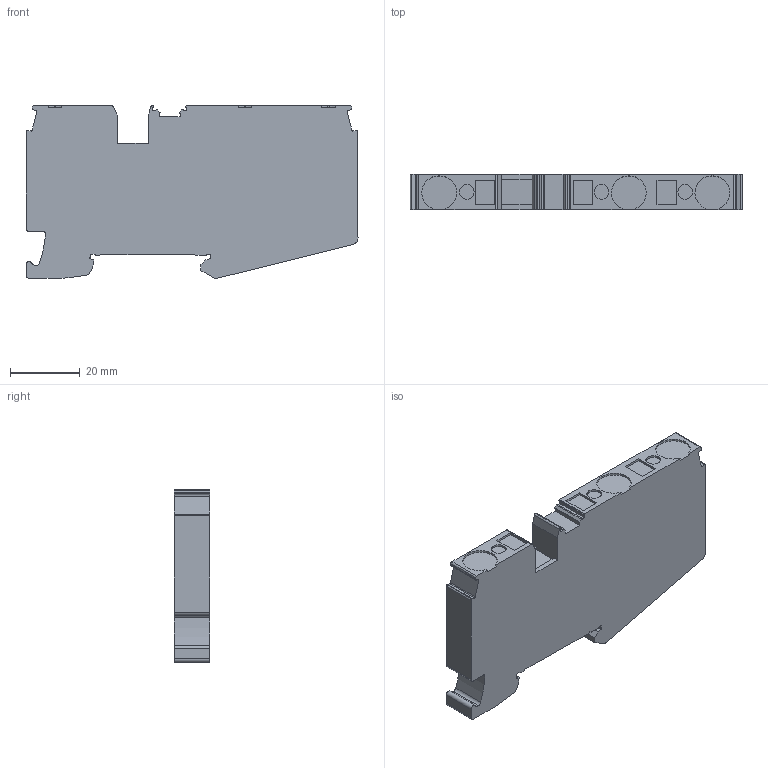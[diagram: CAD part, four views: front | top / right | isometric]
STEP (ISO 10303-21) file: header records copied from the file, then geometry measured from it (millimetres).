
FILE_DESCRIPTION( ( 'Unknown' ), '1' );
FILE_NAME( 'DST10-3-PE-D 簡易3D 20230213.stp', 'Unknown', ( 'Unknown' ), ( 'Unknown' ), 'XStep 1.0', 'Unknown', ' ' );
FILE_SCHEMA( ( 'automotive_design' ) );
Length unit declared in the file: millimetre
Products named in the file (1): DST10-3-PE-D-M01
Bounding box: 95.3 x 10.1 x 49.6 mm (x, y, z)
Volume: 41041.7 mm3; surface area: 11707.5 mm2
Topology: 1 solids, 1 shells, 162 faces, 466 edges, 312 vertices
Faces by surface type: plane 104, cylinder 58
Full cylindrical faces by diameter (mm): 4.2 x3
Entity records: 6615 total; most frequent: CARTESIAN_POINT 938, ORIENTED_EDGE 926, DIRECTION 905, EDGE_CURVE 463, LINE 347, VECTOR 347, VERTEX_POINT 312, AXIS2_PLACEMENT_3D 279
